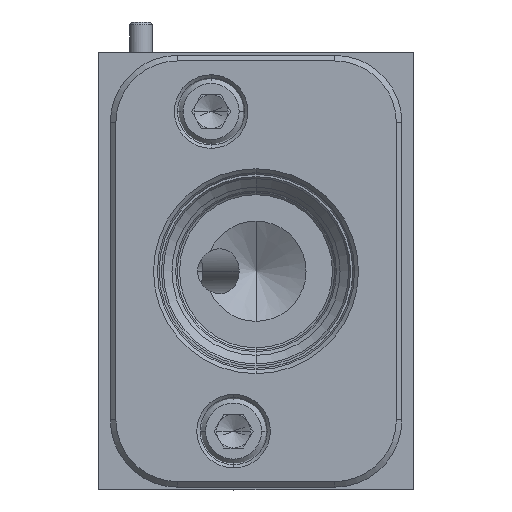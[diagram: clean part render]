
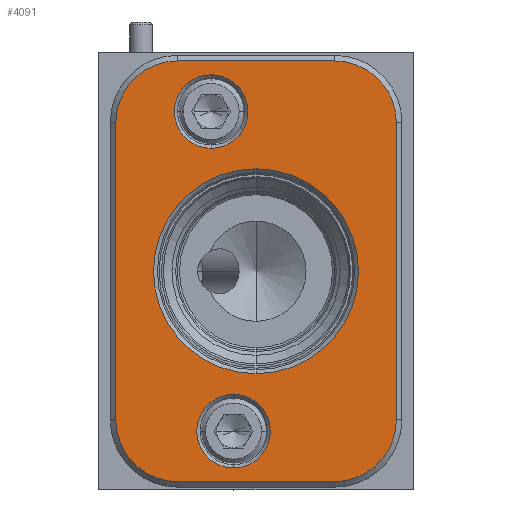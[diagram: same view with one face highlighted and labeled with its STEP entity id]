
A CAD part, front view. The second image highlights one B-rep face of the part: STEP entity #4091.
In plain terms, the highlighted planar face has unit normal (0, -1, 0).
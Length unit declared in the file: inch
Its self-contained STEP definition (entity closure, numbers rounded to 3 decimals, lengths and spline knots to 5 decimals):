
#581=CARTESIAN_POINT('',(1.313,-4.156,2.047));
#582=DIRECTION('',(0.,1.,0.));
#583=DIRECTION('',(0.,0.,1.));
#584=AXIS2_PLACEMENT_3D('',#581,#582,#583);
#595=CARTESIAN_POINT('',(0.875,-4.156,1.219));
#596=DIRECTION('',(0.,1.,0.));
#597=DIRECTION('',(0.,0.,-1.));
#598=AXIS2_PLACEMENT_3D('',#595,#596,#597);
#600=CARTESIAN_POINT('',(0.875,-4.156,1.219));
#601=DIRECTION('',(0.,1.,0.));
#602=DIRECTION('',(0.,0.,1.));
#603=AXIS2_PLACEMENT_3D('',#600,#601,#602);
#605=CARTESIAN_POINT('',(0.75,-4.156,0.328));
#606=DIRECTION('',(0.,1.,0.));
#607=DIRECTION('',(0.,0.,-1.));
#608=AXIS2_PLACEMENT_3D('',#605,#606,#607);
#610=CARTESIAN_POINT('',(0.75,-4.156,0.328));
#611=DIRECTION('',(0.,1.,0.));
#612=DIRECTION('',(0.,0.,1.));
#613=AXIS2_PLACEMENT_3D('',#610,#611,#612);
#615=CARTESIAN_POINT('',(0.625,-4.156,2.109));
#616=DIRECTION('',(0.,1.,0.));
#617=DIRECTION('',(0.,0.,-1.));
#618=AXIS2_PLACEMENT_3D('',#615,#616,#617);
#620=CARTESIAN_POINT('',(0.625,-4.156,2.109));
#621=DIRECTION('',(0.,1.,0.));
#622=DIRECTION('',(0.,0.,1.));
#623=AXIS2_PLACEMENT_3D('',#620,#621,#622);
#2883=DIRECTION('',(0.,0.,-1.));
#2884=VECTOR('',#2883,1.656);
#2885=CARTESIAN_POINT('',(1.657,-4.156,2.047));
#2886=LINE('',#2885,#2884);
#2903=CARTESIAN_POINT('',(1.313,-4.156,0.391));
#2904=DIRECTION('',(0.,1.,0.));
#2905=DIRECTION('',(1.,0.,0.));
#2906=AXIS2_PLACEMENT_3D('',#2903,#2904,#2905);
#2921=DIRECTION('',(-1.,0.,0.));
#2922=VECTOR('',#2921,0.875);
#2923=CARTESIAN_POINT('',(1.313,-4.156,0.047));
#2924=LINE('',#2923,#2922);
#2937=CARTESIAN_POINT('',(0.438,-4.156,0.391));
#2938=DIRECTION('',(0.,1.,0.));
#2939=DIRECTION('',(0.,0.,-1.));
#2940=AXIS2_PLACEMENT_3D('',#2937,#2938,#2939);
#2951=DIRECTION('',(0.,0.,1.));
#2952=VECTOR('',#2951,1.656);
#2953=CARTESIAN_POINT('',(0.094,-4.156,0.391));
#2954=LINE('',#2953,#2952);
#2971=CARTESIAN_POINT('',(0.438,-4.156,2.047));
#2972=DIRECTION('',(0.,1.,0.));
#2973=DIRECTION('',(-1.,0.,0.));
#2974=AXIS2_PLACEMENT_3D('',#2971,#2972,#2973);
#2985=DIRECTION('',(1.,0.,0.));
#2986=VECTOR('',#2985,0.875);
#2987=CARTESIAN_POINT('',(0.438,-4.156,2.391));
#2988=LINE('',#2987,#2986);
#3505=CARTESIAN_POINT('',(0.875,-4.156,0.648));
#3506=CARTESIAN_POINT('',(0.875,-4.156,1.79));
#3507=VERTEX_POINT('',#3505);
#3508=VERTEX_POINT('',#3506);
#3534=CARTESIAN_POINT('',(0.75,-4.156,0.123));
#3535=CARTESIAN_POINT('',(0.75,-4.156,0.533));
#3536=VERTEX_POINT('',#3534);
#3537=VERTEX_POINT('',#3535);
#3562=CARTESIAN_POINT('',(0.625,-4.156,1.904));
#3563=CARTESIAN_POINT('',(0.625,-4.156,2.314));
#3564=VERTEX_POINT('',#3562);
#3565=VERTEX_POINT('',#3563);
#3604=CARTESIAN_POINT('',(1.313,-4.156,0.047));
#3605=CARTESIAN_POINT('',(0.438,-4.156,0.047));
#3606=VERTEX_POINT('',#3604);
#3607=VERTEX_POINT('',#3605);
#3612=CARTESIAN_POINT('',(0.094,-4.156,0.391));
#3613=VERTEX_POINT('',#3612);
#3616=CARTESIAN_POINT('',(0.094,-4.156,2.047));
#3617=VERTEX_POINT('',#3616);
#3620=CARTESIAN_POINT('',(0.438,-4.156,2.391));
#3621=VERTEX_POINT('',#3620);
#3624=CARTESIAN_POINT('',(1.313,-4.156,2.391));
#3625=VERTEX_POINT('',#3624);
#3628=CARTESIAN_POINT('',(1.657,-4.156,2.047));
#3629=VERTEX_POINT('',#3628);
#3632=CARTESIAN_POINT('',(1.657,-4.156,0.391));
#3633=VERTEX_POINT('',#3632);
#4051=CARTESIAN_POINT('',(0.,-4.156,0.));
#4052=DIRECTION('',(0.,-1.,0.));
#4053=DIRECTION('',(1.,0.,0.));
#4054=AXIS2_PLACEMENT_3D('',#4051,#4052,#4053);
#4055=PLANE('',#4054);
#4056=ORIENTED_EDGE('',*,*,#4041,.T.);
#4058=ORIENTED_EDGE('',*,*,#4057,.T.);
#4060=ORIENTED_EDGE('',*,*,#4059,.T.);
#4062=ORIENTED_EDGE('',*,*,#4061,.T.);
#4064=ORIENTED_EDGE('',*,*,#4063,.T.);
#4066=ORIENTED_EDGE('',*,*,#4065,.T.);
#4068=ORIENTED_EDGE('',*,*,#4067,.T.);
#4070=ORIENTED_EDGE('',*,*,#4069,.T.);
#4071=EDGE_LOOP('',(#4056,#4058,#4060,#4062,#4064,#4066,#4068,#4070));
#4072=FACE_OUTER_BOUND('',#4071,.F.);
#4074=ORIENTED_EDGE('',*,*,#4073,.F.);
#4076=ORIENTED_EDGE('',*,*,#4075,.F.);
#4077=EDGE_LOOP('',(#4074,#4076));
#4078=FACE_BOUND('',#4077,.F.);
#4080=ORIENTED_EDGE('',*,*,#4079,.F.);
#4082=ORIENTED_EDGE('',*,*,#4081,.F.);
#4083=EDGE_LOOP('',(#4080,#4082));
#4084=FACE_BOUND('',#4083,.F.);
#4086=ORIENTED_EDGE('',*,*,#4085,.F.);
#4088=ORIENTED_EDGE('',*,*,#4087,.F.);
#4089=EDGE_LOOP('',(#4086,#4088));
#4090=FACE_BOUND('',#4089,.F.);
#4091=ADVANCED_FACE('',(#4072,#4078,#4084,#4090),#4055,.T.);
#585=CIRCLE('',#584,0.344);
#599=CIRCLE('',#598,0.571);
#604=CIRCLE('',#603,0.571);
#609=CIRCLE('',#608,0.205);
#614=CIRCLE('',#613,0.205);
#619=CIRCLE('',#618,0.205);
#624=CIRCLE('',#623,0.205);
#2907=CIRCLE('',#2906,0.344);
#2941=CIRCLE('',#2940,0.344);
#2975=CIRCLE('',#2974,0.344);
#4041=EDGE_CURVE('',#3625,#3629,#585,.T.);
#4057=EDGE_CURVE('',#3629,#3633,#2886,.T.);
#4059=EDGE_CURVE('',#3633,#3606,#2907,.T.);
#4061=EDGE_CURVE('',#3606,#3607,#2924,.T.);
#4063=EDGE_CURVE('',#3607,#3613,#2941,.T.);
#4065=EDGE_CURVE('',#3613,#3617,#2954,.T.);
#4067=EDGE_CURVE('',#3617,#3621,#2975,.T.);
#4069=EDGE_CURVE('',#3621,#3625,#2988,.T.);
#4073=EDGE_CURVE('',#3536,#3537,#609,.T.);
#4075=EDGE_CURVE('',#3537,#3536,#614,.T.);
#4079=EDGE_CURVE('',#3564,#3565,#619,.T.);
#4081=EDGE_CURVE('',#3565,#3564,#624,.T.);
#4085=EDGE_CURVE('',#3507,#3508,#599,.T.);
#4087=EDGE_CURVE('',#3508,#3507,#604,.T.);
